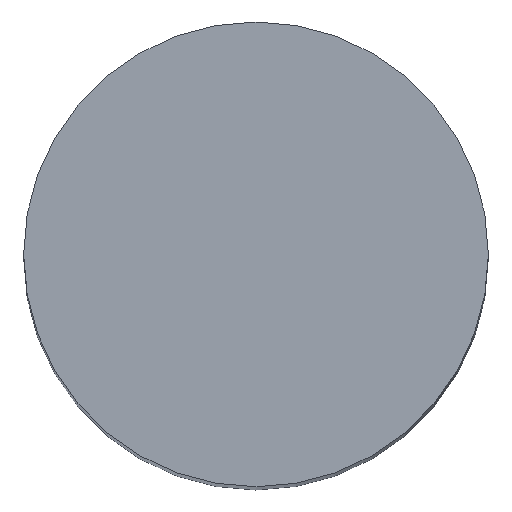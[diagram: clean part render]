
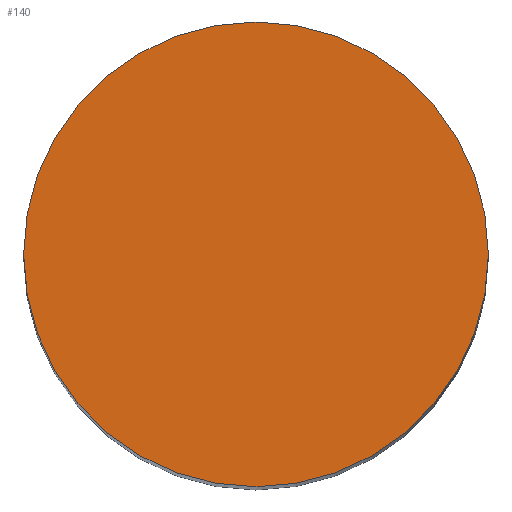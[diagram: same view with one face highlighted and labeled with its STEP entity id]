
A CAD part, top view. The second image highlights one B-rep face of the part: STEP entity #140.
In plain terms, the highlighted planar face has unit normal (0, 0, 1).
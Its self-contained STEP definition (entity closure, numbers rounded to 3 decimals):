
#16 = CARTESIAN_POINT ( 'NONE',  ( 0., 0., 30. ) ) ;
#18 = CARTESIAN_POINT ( 'NONE',  ( -3.75, 0., 30. ) ) ;
#31 = DIRECTION ( 'NONE',  ( 0., 0., 1. ) ) ;
#37 = ORIENTED_EDGE ( 'NONE', *, *, #133, .T. ) ;
#43 = ORIENTED_EDGE ( 'NONE', *, *, #44, .T. ) ;
#44 = EDGE_CURVE ( 'NONE', #121, #148, #51, .T. ) ;
#51 = CIRCLE ( 'NONE', #101, 3.75 ) ;
#61 = CIRCLE ( 'NONE', #69, 3.75 ) ;
#69 = AXIS2_PLACEMENT_3D ( 'NONE', #92, #31, #75 ) ;
#75 = DIRECTION ( 'NONE',  ( 1., 0., 0. ) ) ;
#77 = CARTESIAN_POINT ( 'NONE',  ( 0., 0., 30. ) ) ;
#88 = FACE_OUTER_BOUND ( 'NONE', #142, .T. ) ;
#92 = CARTESIAN_POINT ( 'NONE',  ( 0., 0., 30. ) ) ;
#101 = AXIS2_PLACEMENT_3D ( 'NONE', #16, #108, #117 ) ;
#102 = CARTESIAN_POINT ( 'NONE',  ( 3.75, 0., 30. ) ) ;
#108 = DIRECTION ( 'NONE',  ( 0., 0., 1. ) ) ;
#117 = DIRECTION ( 'NONE',  ( 1., 0., 0. ) ) ;
#121 = VERTEX_POINT ( 'NONE', #102 ) ;
#128 = PLANE ( 'NONE',  #143 ) ;
#133 = EDGE_CURVE ( 'NONE', #148, #121, #61, .T. ) ;
#138 = DIRECTION ( 'NONE',  ( 1., 0., 0. ) ) ;
#140 = ADVANCED_FACE ( 'NONE', ( #88 ), #128, .T. ) ;
#141 = DIRECTION ( 'NONE',  ( 0., 0., 1. ) ) ;
#142 = EDGE_LOOP ( 'NONE', ( #37, #43 ) ) ;
#143 = AXIS2_PLACEMENT_3D ( 'NONE', #77, #141, #138 ) ;
#148 = VERTEX_POINT ( 'NONE', #18 ) ;
